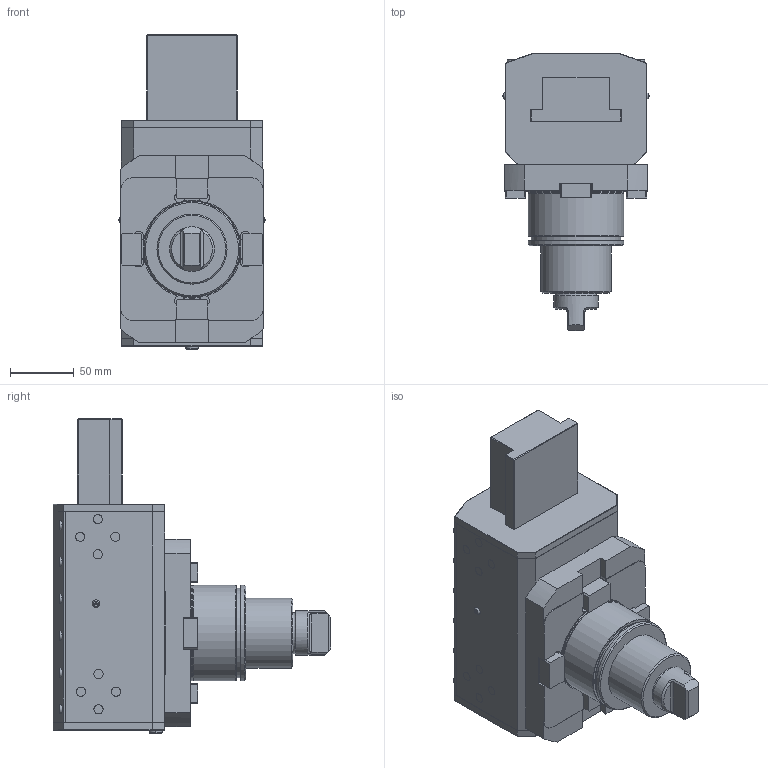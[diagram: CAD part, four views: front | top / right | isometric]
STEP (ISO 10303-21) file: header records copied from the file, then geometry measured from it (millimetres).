
FILE_DESCRIPTION (( 'STEP AP214' ), '1' );
FILE_NAME ('RRPSTRH65131UT75P.STEP', '2025-11-28T08:46:10', ( '' ), ( '' ), 'SwSTEP 2.0', 'SolidWorks 2023', '' );
FILE_SCHEMA (( 'AUTOMOTIVE_DESIGN' ));
Length unit declared in the file: millimetre
Products named in the file (1): RRPSTRH65131UT75P
Bounding box: 114.6 x 217.7 x 246.47 mm (x, y, z)
Volume: 2432927.2 mm3; surface area: 150710.7 mm2
Topology: 1 solids, 1 shells, 753 faces, 1931 edges, 1247 vertices
Faces by surface type: plane 504, cylinder 99, bspline 97, torus 32, cone 17, sphere 4
Full cylindrical faces by diameter (mm): 1.7 x1, 2.1 x1, 6.366 x1, 12 x4, 15 x4, 35 x1, 55 x1, 70.3 x1, 74.6 x1, 75 x2
Entity records: 31796 total; most frequent: CARTESIAN_POINT 10475, ORIENTED_EDGE 3790, DIRECTION 3254, EDGE_CURVE 1895, VECTOR 1332, LINE 1332, VERTEX_POINT 1238, AXIS2_PLACEMENT_3D 961
